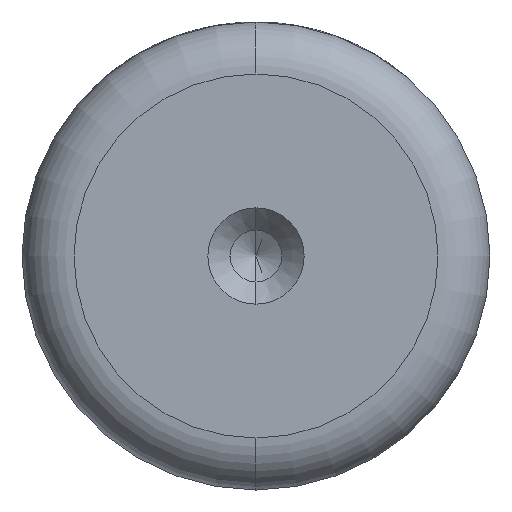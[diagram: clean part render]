
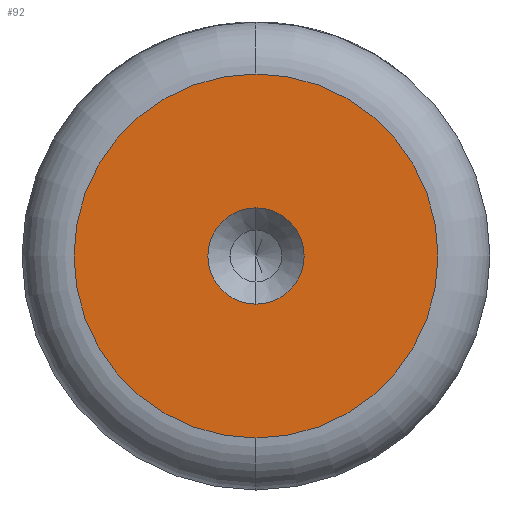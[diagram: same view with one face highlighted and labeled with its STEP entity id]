
A CAD part, left-side view. The second image highlights one B-rep face of the part: STEP entity #92.
In plain terms, the highlighted planar face has unit normal (-1, 0, 0).
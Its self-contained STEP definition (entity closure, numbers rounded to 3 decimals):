
#20 = DIRECTION ( 'NONE',  ( 0., 0., 1. ) ) ;
#42 = DIRECTION ( 'NONE',  ( 0., 0., 1. ) ) ;
#89 = AXIS2_PLACEMENT_3D ( 'NONE', #536, #137, #878 ) ;
#92 = ADVANCED_FACE ( 'NONE', ( #1022, #829 ), #770, .T. ) ;
#137 = DIRECTION ( 'NONE',  ( -1., 0., 0. ) ) ;
#255 = DIRECTION ( 'NONE',  ( -1., 0., 0. ) ) ;
#287 = DIRECTION ( 'NONE',  ( -1., 0., 0. ) ) ;
#306 = VERTEX_POINT ( 'NONE', #1358 ) ;
#388 = EDGE_LOOP ( 'NONE', ( #1262, #423 ) ) ;
#423 = ORIENTED_EDGE ( 'NONE', *, *, #659, .F. ) ;
#442 = VERTEX_POINT ( 'NONE', #546 ) ;
#527 = CIRCLE ( 'NONE', #837, 1.85 ) ;
#528 = CARTESIAN_POINT ( 'NONE',  ( 0., 0., -7. ) ) ;
#536 = CARTESIAN_POINT ( 'NONE',  ( 0., 0., 0. ) ) ;
#546 = CARTESIAN_POINT ( 'NONE',  ( 0., 0., -1.85 ) ) ;
#554 = AXIS2_PLACEMENT_3D ( 'NONE', #926, #287, #1030 ) ;
#561 = ORIENTED_EDGE ( 'NONE', *, *, #787, .T. ) ;
#621 = CIRCLE ( 'NONE', #1036, 7. ) ;
#655 = DIRECTION ( 'NONE',  ( -1., 0., 0. ) ) ;
#659 = EDGE_CURVE ( 'NONE', #442, #743, #527, .T. ) ;
#680 = DIRECTION ( 'NONE',  ( -1., 0., 0. ) ) ;
#743 = VERTEX_POINT ( 'NONE', #1320 ) ;
#770 = PLANE ( 'NONE',  #89 ) ;
#787 = EDGE_CURVE ( 'NONE', #306, #880, #1013, .T. ) ;
#829 = FACE_OUTER_BOUND ( 'NONE', #1360, .T. ) ;
#837 = AXIS2_PLACEMENT_3D ( 'NONE', #1307, #680, #42 ) ;
#878 = DIRECTION ( 'NONE',  ( 0., 0., 1. ) ) ;
#880 = VERTEX_POINT ( 'NONE', #528 ) ;
#896 = CARTESIAN_POINT ( 'NONE',  ( 0., 0., 0. ) ) ;
#926 = CARTESIAN_POINT ( 'NONE',  ( 0., 0., 0. ) ) ;
#940 = AXIS2_PLACEMENT_3D ( 'NONE', #1280, #655, #20 ) ;
#1001 = EDGE_CURVE ( 'NONE', #880, #306, #621, .T. ) ;
#1002 = DIRECTION ( 'NONE',  ( 0., 0., 1. ) ) ;
#1013 = CIRCLE ( 'NONE', #554, 7. ) ;
#1022 = FACE_BOUND ( 'NONE', #388, .T. ) ;
#1030 = DIRECTION ( 'NONE',  ( 0., 0., 1. ) ) ;
#1036 = AXIS2_PLACEMENT_3D ( 'NONE', #896, #255, #1002 ) ;
#1128 = ORIENTED_EDGE ( 'NONE', *, *, #1001, .T. ) ;
#1135 = CIRCLE ( 'NONE', #940, 1.85 ) ;
#1262 = ORIENTED_EDGE ( 'NONE', *, *, #1340, .F. ) ;
#1280 = CARTESIAN_POINT ( 'NONE',  ( 0., 0., 0. ) ) ;
#1307 = CARTESIAN_POINT ( 'NONE',  ( 0., 0., 0. ) ) ;
#1320 = CARTESIAN_POINT ( 'NONE',  ( 0., 0., 1.85 ) ) ;
#1340 = EDGE_CURVE ( 'NONE', #743, #442, #1135, .T. ) ;
#1358 = CARTESIAN_POINT ( 'NONE',  ( 0., 0., 7. ) ) ;
#1360 = EDGE_LOOP ( 'NONE', ( #561, #1128 ) ) ;
